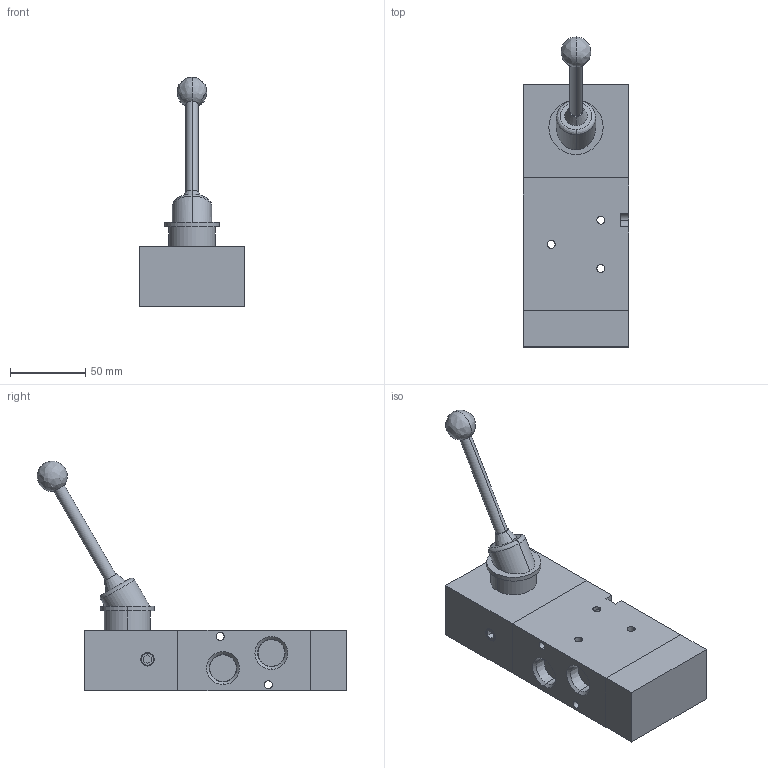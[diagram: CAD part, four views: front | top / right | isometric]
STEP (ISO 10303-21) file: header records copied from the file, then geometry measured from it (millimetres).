
FILE_DESCRIPTION (( 'STEP AP203' ), '1' );
FILE_NAME ('7030000100U.step', '2024-02-07T21:34:33', ( '' ), ( '' ), 'SwSTEP 2.0', 'SolidWorks 2023', '' );
FILE_SCHEMA (( 'CONFIG_CONTROL_DESIGN' ));
Length unit declared in the file: inch
Products named in the file (1): 7030000100U
Bounding box: 70 x 205.2 x 152.08 mm (x, y, z)
Volume: 502009 mm3; surface area: 68287.9 mm2
Topology: 3 solids, 3 shells, 136 faces, 326 edges, 208 vertices
Faces by surface type: plane 67, cylinder 51, cone 14, bspline 4
Entity records: 4064 total; most frequent: CARTESIAN_POINT 787, DIRECTION 679, ORIENTED_EDGE 644, EDGE_CURVE 322, AXIS2_PLACEMENT_3D 244, VERTEX_POINT 208, LINE 191, VECTOR 191
